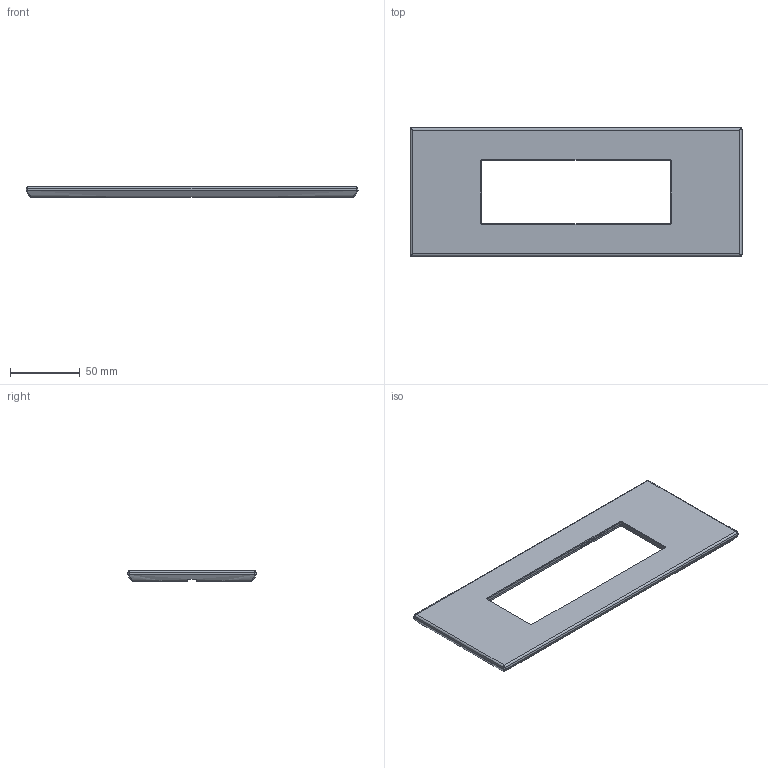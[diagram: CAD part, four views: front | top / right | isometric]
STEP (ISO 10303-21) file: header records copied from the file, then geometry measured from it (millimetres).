
FILE_DESCRIPTION(('CATIA V5 STEP Exchange','CAx-IF Rec.Pracs.--- Model Styling and Organization---1.5--- 2016-08-15','CAx-IF Rec.Pracs.---Supplemental Geometry---1.0---2011-11-01','CAx-IF Rec.Pracs.--- Composite Materials ---1.1---2010-07-15'),'2;1');
FILE_NAME('575040.stp','2022-04-13T09:43:46+00:00',('none'),('none'),'CATIA Version 5-6 Release 2020 SP3','CATIA V5 STEP AP214 v2','none');
FILE_SCHEMA(('AUTOMOTIVE_DESIGN { 1 0 10303 214 1 1 1 1 }'));
Products named in the file (1): 575040
Bounding box: 237.5 x 92 x 7.7 mm (x, y, z)
Volume: 50300.6 mm3; surface area: 68231.2 mm2
Topology: 1 solids, 1 shells, 1771 faces, 4712 edges, 2990 vertices
Faces by surface type: plane 1099, torus 240, cone 228, cylinder 104, extrusion 60, bspline 28, sphere 12
Entity records: 53261 total; most frequent: CARTESIAN_POINT 15575, ORIENTED_EDGE 9392, DIRECTION 5075, EDGE_CURVE 4696, VERTEX_POINT 2990, VECTOR 2259, LINE 2199, EDGE_LOOP 1904
